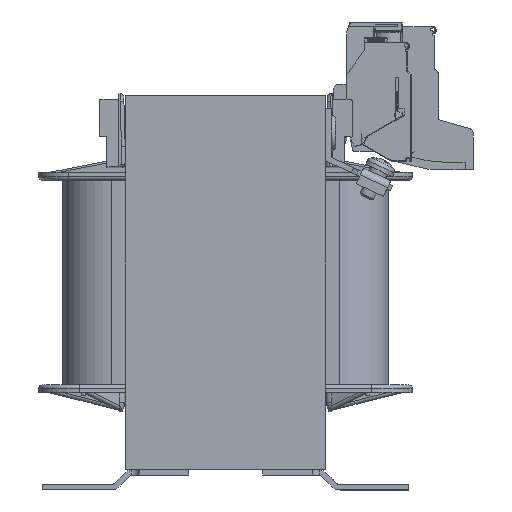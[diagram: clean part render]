
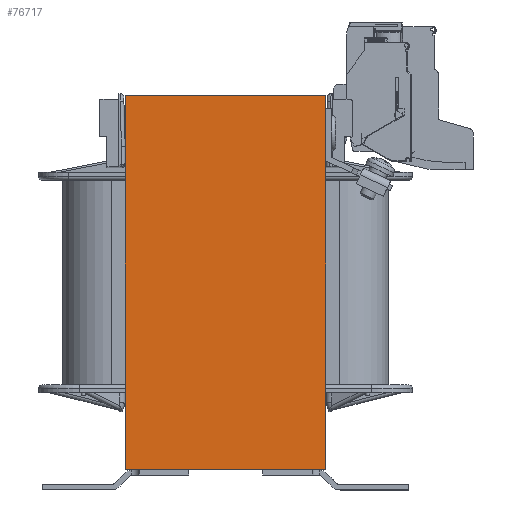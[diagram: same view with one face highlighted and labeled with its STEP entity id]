
A CAD part, left-side view. The second image highlights one B-rep face of the part: STEP entity #76717.
In plain terms, the highlighted planar face has unit normal (-1, 0, 0).
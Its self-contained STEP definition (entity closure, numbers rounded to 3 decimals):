
#1149=PLANE('',#81216);
#4422=FACE_OUTER_BOUND('',#8561,.T.);
#8561=EDGE_LOOP('',(#53292,#53293,#53294,#53295));
#12881=LINE('',#107708,#22784);
#12883=LINE('',#107713,#22786);
#12884=LINE('',#107714,#22787);
#12885=LINE('',#107715,#22788);
#22784=VECTOR('',#86855,10.);
#22786=VECTOR('',#86859,10.);
#22787=VECTOR('',#86860,10.);
#22788=VECTOR('',#86861,10.);
#33889=VERTEX_POINT('',#107705);
#33890=VERTEX_POINT('',#107707);
#33891=VERTEX_POINT('',#107711);
#33892=VERTEX_POINT('',#107712);
#41518=EDGE_CURVE('',#33890,#33889,#12881,.T.);
#41520=EDGE_CURVE('',#33891,#33892,#12883,.T.);
#41521=EDGE_CURVE('',#33892,#33890,#12884,.T.);
#41522=EDGE_CURVE('',#33891,#33889,#12885,.T.);
#53292=ORIENTED_EDGE('',*,*,#41520,.T.);
#53293=ORIENTED_EDGE('',*,*,#41521,.T.);
#53294=ORIENTED_EDGE('',*,*,#41518,.T.);
#53295=ORIENTED_EDGE('',*,*,#41522,.F.);
#76717=ADVANCED_FACE('',(#4422),#1149,.T.);
#81216=AXIS2_PLACEMENT_3D('',#107710,#86857,#86858);
#86855=DIRECTION('',(0.,0.,1.));
#86857=DIRECTION('center_axis',(-1.,0.,0.));
#86858=DIRECTION('ref_axis',(0.,0.,1.));
#86859=DIRECTION('',(0.,0.,-1.));
#86860=DIRECTION('',(0.,-1.,0.));
#86861=DIRECTION('',(0.,-1.,0.));
#107705=CARTESIAN_POINT('',(-60.,-26.85,50.));
#107707=CARTESIAN_POINT('',(-60.,-26.85,-50.));
#107708=CARTESIAN_POINT('',(-60.,-26.85,50.));
#107710=CARTESIAN_POINT('Origin',(-60.,0.,50.));
#107711=CARTESIAN_POINT('',(-60.,26.85,50.));
#107712=CARTESIAN_POINT('',(-60.,26.85,-50.));
#107713=CARTESIAN_POINT('',(-60.,26.85,50.));
#107714=CARTESIAN_POINT('',(-60.,0.,-50.));
#107715=CARTESIAN_POINT('',(-60.,0.,50.));
